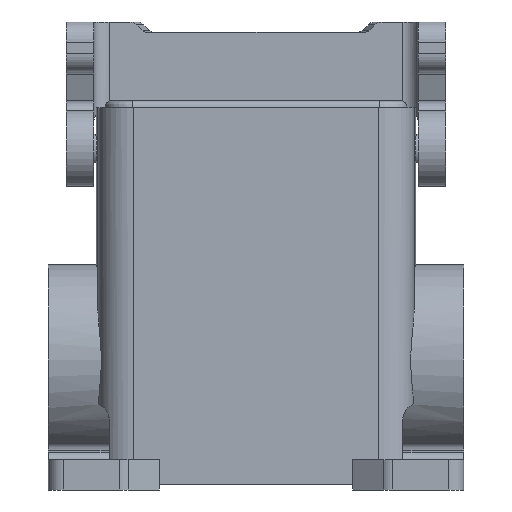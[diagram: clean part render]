
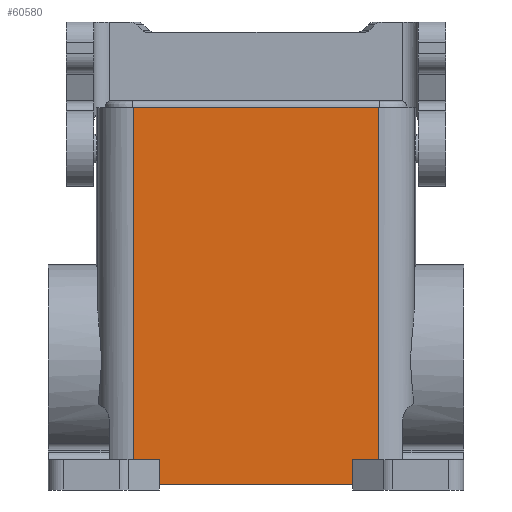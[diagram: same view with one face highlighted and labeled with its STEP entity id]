
A CAD part, front view. The second image highlights one B-rep face of the part: STEP entity #60580.
In plain terms, the highlighted face is planar.
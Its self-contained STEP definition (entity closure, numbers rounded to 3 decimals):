
#520=CARTESIAN_POINT('',(-13.647,-55.4,23.));
#530=VERTEX_POINT('',#520);
#560=CARTESIAN_POINT('',(-13.647,0.,23.));
#570=DIRECTION('',(0.,-1.,0.));
#580=VECTOR('',#570,1.);
#590=LINE('',#560,#580);
#600=CARTESIAN_POINT('',(-13.647,-50.4,23.));
#610=VERTEX_POINT('',#600);
#620=EDGE_CURVE('',#610,#530,#590,.T.);
#6070=CARTESIAN_POINT('',(-56.966,19.1,23.))
;
#6080=VERTEX_POINT('',#6070);
#6110=CARTESIAN_POINT('',(-56.966,0.,
23.));
#6120=DIRECTION('',(0.,-1.,0.));
#6130=VECTOR('',#6120,1.);
#6140=LINE('',#6110,#6130);
#6150=CARTESIAN_POINT('',(-56.966,-50.4,23.)
);
#6160=VERTEX_POINT('',#6150);
#6170=EDGE_CURVE('',#6080,#6160,#6140,.T.);
#10260=CARTESIAN_POINT('',(-51.847,-55.4,23.)
);
#10270=VERTEX_POINT('',#10260);
#10320=CARTESIAN_POINT('',(0.,-55.4,23.));
#10330=DIRECTION('',(1.,0.,0.));
#10340=VECTOR('',#10330,1.);
#10350=LINE('',#10320,#10340);
#10360=EDGE_CURVE('',#10270,#530,#10350,.T.);
#18630=CARTESIAN_POINT('',(0.,-50.4,23.));
#18640=DIRECTION('',(-1.,0.,0.));
#18650=VECTOR('',#18640,1.);
#18660=LINE('',#18630,#18650);
#18670=CARTESIAN_POINT('',(-8.527,-50.4,23.
));
#18680=VERTEX_POINT('',#18670);
#18690=EDGE_CURVE('',#18680,#610,#18660,.T.);
#30710=CARTESIAN_POINT('',(-8.527,19.1,23.)
);
#30720=VERTEX_POINT('',#30710);
#30750=CARTESIAN_POINT('',(0.,19.1,23.));
#30760=DIRECTION('',(1.,0.,0.));
#30770=VECTOR('',#30760,1.);
#30780=LINE('',#30750,#30770);
#30790=EDGE_CURVE('',#6080,#30720,#30780,.T.);
#44650=CARTESIAN_POINT('',(-51.847,-50.4,23.)
);
#44660=VERTEX_POINT('',#44650);
#44950=CARTESIAN_POINT('',(0.,-50.4,23.));
#44960=DIRECTION('',(1.,0.,0.));
#44970=VECTOR('',#44960,1.);
#44980=LINE('',#44950,#44970);
#44990=EDGE_CURVE('',#6160,#44660,#44980,.T.);
#59730=CARTESIAN_POINT('',(-8.527,0.,
23.));
#59740=DIRECTION('',(0.,-1.,0.));
#59750=VECTOR('',#59740,1.);
#59760=LINE('',#59730,#59750);
#59770=EDGE_CURVE('',#30720,#18680,#59760,.T.);
#60380=CARTESIAN_POINT('',(0.,19.1,23.));
#60390=DIRECTION('',(0.,0.,-1.));
#60400=DIRECTION('',(0.,-1.,0.));
#60410=AXIS2_PLACEMENT_3D('',#60380,#60390,#60400);
#60420=PLANE('',#60410);
#60430=ORIENTED_EDGE('',*,*,#620,.F.);
#60440=ORIENTED_EDGE('',*,*,#10360,.T.);
#60450=CARTESIAN_POINT('',(-51.847,0.,23.));
#60460=DIRECTION('',(0.,-1.,0.));
#60470=VECTOR('',#60460,1.);
#60480=LINE('',#60450,#60470);
#60490=EDGE_CURVE('',#44660,#10270,#60480,.T.);
#60500=ORIENTED_EDGE('',*,*,#60490,.T.);
#60510=ORIENTED_EDGE('',*,*,#44990,.T.);
#60520=ORIENTED_EDGE('',*,*,#6170,.T.);
#60530=ORIENTED_EDGE('',*,*,#30790,.F.);
#60540=ORIENTED_EDGE('',*,*,#59770,.F.);
#60550=ORIENTED_EDGE('',*,*,#18690,.F.);
#60560=EDGE_LOOP('',(#60550,#60540,#60530,#60520,#60510,#60500,#60440,
#60430));
#60570=FACE_OUTER_BOUND('',#60560,.T.);
#60580=ADVANCED_FACE('',(#60570),#60420,.F.);
